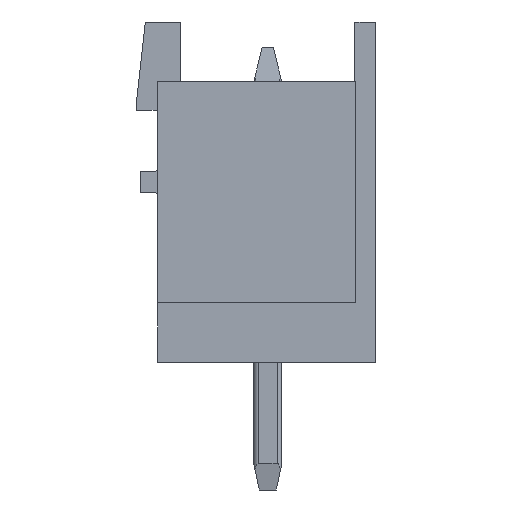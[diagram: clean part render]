
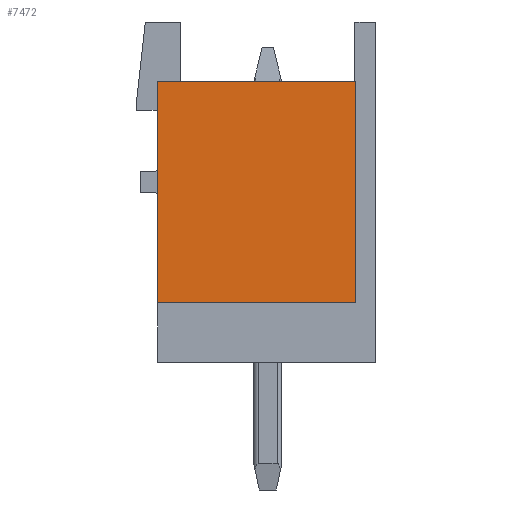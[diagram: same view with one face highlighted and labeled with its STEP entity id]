
A CAD part, left-side view. The second image highlights one B-rep face of the part: STEP entity #7472.
In plain terms, the highlighted planar face has unit normal (-1, 0, 0).
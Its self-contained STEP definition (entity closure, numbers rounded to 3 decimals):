
#7464=AXIS2_PLACEMENT_3D('Plane Axis2P3D',#7461,#7462,#7463) ;
#6971=CARTESIAN_POINT('Vertex',(0.,0.7,6.6)) ;
#6997=CARTESIAN_POINT('Vertex',(0.,0.7,14.4)) ;
#7000=CARTESIAN_POINT('Line Origine',(0.,0.7,10.5)) ;
#7272=CARTESIAN_POINT('Line Origine',(0.,7.7,10.5)) ;
#7276=CARTESIAN_POINT('Vertex',(0.,7.7,6.6)) ;
#7278=CARTESIAN_POINT('Vertex',(0.,7.7,14.4)) ;
#7422=CARTESIAN_POINT('Line Origine',(0.,4.2,6.6)) ;
#7448=CARTESIAN_POINT('Line Origine',(0.,4.2,14.4)) ;
#7461=CARTESIAN_POINT('Axis2P3D Location',(0.,0.,14.4)) ;
#7001=DIRECTION('Vector Direction',(0.,0.,-1.)) ;
#7273=DIRECTION('Vector Direction',(0.,0.,-1.)) ;
#7423=DIRECTION('Vector Direction',(0.,1.,0.)) ;
#7449=DIRECTION('Vector Direction',(0.,1.,0.)) ;
#7462=DIRECTION('Axis2P3D Direction',(1.,-0.,0.)) ;
#7463=DIRECTION('Axis2P3D XDirection',(0.,0.,-1.)) ;
#7002=VECTOR('Line Direction',#7001,1.) ;
#7274=VECTOR('Line Direction',#7273,1.) ;
#7424=VECTOR('Line Direction',#7423,1.) ;
#7450=VECTOR('Line Direction',#7449,1.) ;
#7467=ORIENTED_EDGE('',*,*,#7426,.F.) ;
#7468=ORIENTED_EDGE('',*,*,#7004,.T.) ;
#7469=ORIENTED_EDGE('',*,*,#7452,.T.) ;
#7470=ORIENTED_EDGE('',*,*,#7280,.F.) ;
#7472=ADVANCED_FACE('Housing',(#7471),#7465,.F.) ;
#7004=EDGE_CURVE('',#6972,#6998,#7003,.F.) ;
#7280=EDGE_CURVE('',#7277,#7279,#7275,.F.) ;
#7426=EDGE_CURVE('',#6972,#7277,#7425,.T.) ;
#7452=EDGE_CURVE('',#6998,#7279,#7451,.T.) ;
#7466=EDGE_LOOP('',(#7467,#7468,#7469,#7470)) ;
#7471=FACE_OUTER_BOUND('',#7466,.T.) ;
#7003=LINE('Line',#7000,#7002) ;
#7275=LINE('Line',#7272,#7274) ;
#7425=LINE('Line',#7422,#7424) ;
#7451=LINE('Line',#7448,#7450) ;
#7465=PLANE('',#7464) ;
#6972=VERTEX_POINT('',#6971) ;
#6998=VERTEX_POINT('',#6997) ;
#7277=VERTEX_POINT('',#7276) ;
#7279=VERTEX_POINT('',#7278) ;
